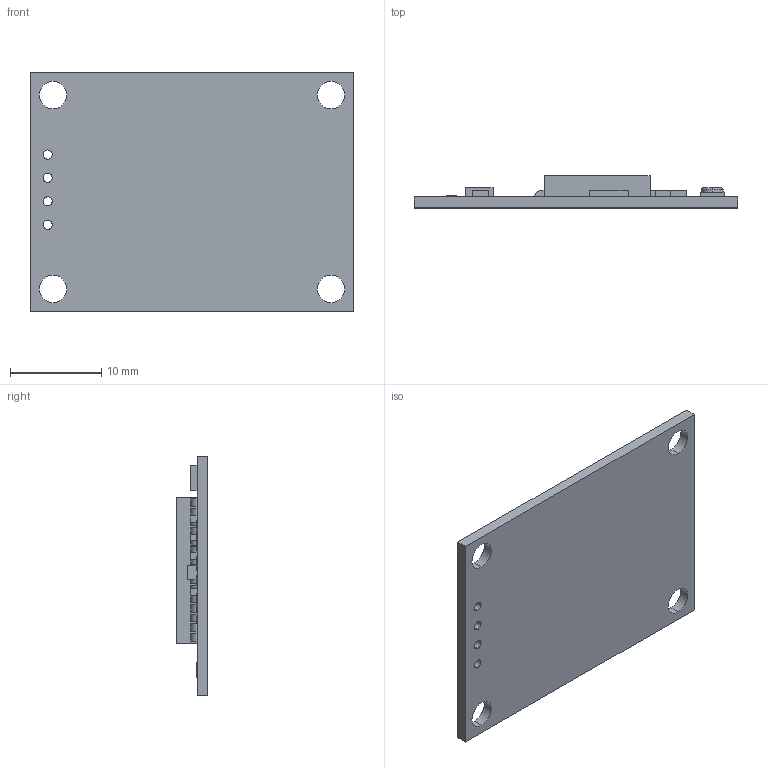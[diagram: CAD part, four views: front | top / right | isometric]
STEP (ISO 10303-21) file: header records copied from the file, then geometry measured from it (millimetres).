
FILE_DESCRIPTION (( 'STEP AP214' ), '1' );
FILE_NAME ('9EA1AB21-2023-4A48-9806-EBB0E09D20E1.STEP', '2024-03-29T02:47:51', ( '' ), ( '' ), 'SwSTEP 2.0', 'SolidWorks 2022', '' );
FILE_SCHEMA (( 'AUTOMOTIVE_DESIGN' ));
Length unit declared in the file: millimetre
Products named in the file (1): 9EA1AB21-2023-4A48-9806-EBB0E09D20E1
Bounding box: 35.4 x 3.5 x 26.2 mm (x, y, z)
Volume: 1540.3 mm3; surface area: 2230 mm2
Topology: 1 solids, 1 shells, 490 faces, 1319 edges, 878 vertices
Faces by surface type: plane 325, bspline 93, cylinder 68, torus 4
Entity records: 24715 total; most frequent: CARTESIAN_POINT 8829, ORIENTED_EDGE 2638, DIRECTION 2073, EDGE_CURVE 1319, VECTOR 989, LINE 989, VERTEX_POINT 878, EDGE_LOOP 553
